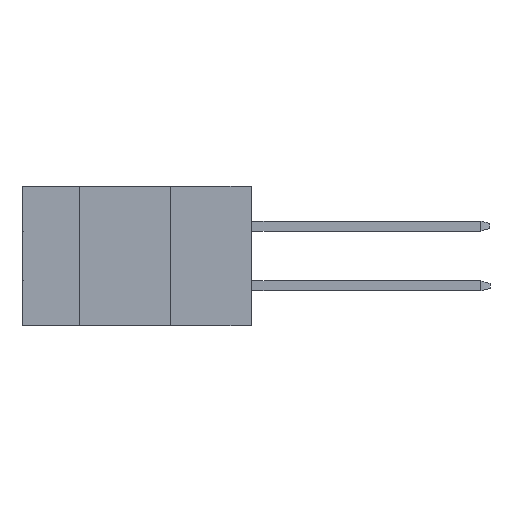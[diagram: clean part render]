
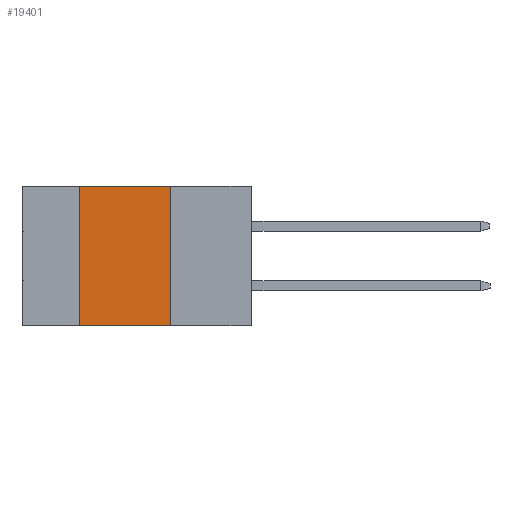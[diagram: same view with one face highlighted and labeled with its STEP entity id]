
A CAD part, left-side view. The second image highlights one B-rep face of the part: STEP entity #19401.
In plain terms, the highlighted planar face has unit normal (-1, 0, 0).
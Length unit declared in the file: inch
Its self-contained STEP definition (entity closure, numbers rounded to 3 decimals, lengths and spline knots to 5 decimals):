
#2103 = LINE ( 'NONE', #7698, #8522 ) ;
#2483 = CARTESIAN_POINT ( 'NONE',  ( 0., 0.72, 0. ) ) ;
#3604 = EDGE_CURVE ( 'NONE', #10104, #21782, #14749, .T. ) ;
#3883 = EDGE_CURVE ( 'NONE', #4429, #10104, #2103, .T. ) ;
#4100 = CARTESIAN_POINT ( 'NONE',  ( 0., 0.254, 0. ) ) ;
#4211 = CARTESIAN_POINT ( 'NONE',  ( 0., 0.254, -0.437 ) ) ;
#4429 = VERTEX_POINT ( 'NONE', #12456 ) ;
#5566 = DIRECTION ( 'NONE',  ( 0., -1., 0. ) ) ;
#6283 = ORIENTED_EDGE ( 'NONE', *, *, #3883, .F. ) ;
#7698 = CARTESIAN_POINT ( 'NONE',  ( 0., 0.72, 0. ) ) ;
#8522 = VECTOR ( 'NONE', #5566, 39.37008 ) ;
#10104 = VERTEX_POINT ( 'NONE', #4100 ) ;
#12216 = AXIS2_PLACEMENT_3D ( 'NONE', #2483, #19901, #14643 ) ;
#12456 = CARTESIAN_POINT ( 'NONE',  ( 0., 0.54, 0. ) ) ;
#12492 = CARTESIAN_POINT ( 'NONE',  ( 0., 0.54, -0.437 ) ) ;
#12790 = CARTESIAN_POINT ( 'NONE',  ( 0., 0.254, -0.437 ) ) ;
#12888 = CARTESIAN_POINT ( 'NONE',  ( 0., 0.54, -0.437 ) ) ;
#12917 = FACE_OUTER_BOUND ( 'NONE', #18335, .T. ) ;
#13467 = ORIENTED_EDGE ( 'NONE', *, *, #21661, .T. ) ;
#13903 = ORIENTED_EDGE ( 'NONE', *, *, #22605, .F. ) ;
#14616 = LINE ( 'NONE', #12888, #18506 ) ;
#14643 = DIRECTION ( 'NONE',  ( 0., 0., -1. ) ) ;
#14728 = DIRECTION ( 'NONE',  ( 0., 0., 1. ) ) ;
#14749 = LINE ( 'NONE', #12790, #20960 ) ;
#17069 = VECTOR ( 'NONE', #19258, 39.37008 ) ;
#17301 = VERTEX_POINT ( 'NONE', #12492 ) ;
#17970 = PLANE ( 'NONE',  #12216 ) ;
#18304 = DIRECTION ( 'NONE',  ( 0., 0., -1. ) ) ;
#18335 = EDGE_LOOP ( 'NONE', ( #21493, #6283, #13903, #13467 ) ) ;
#18506 = VECTOR ( 'NONE', #14728, 39.37008 ) ;
#18926 = CARTESIAN_POINT ( 'NONE',  ( 0., 0.72, -0.437 ) ) ;
#19258 = DIRECTION ( 'NONE',  ( 0., -1., 0. ) ) ;
#19401 = ADVANCED_FACE ( 'NONE', ( #12917 ), #17970, .F. ) ;
#19901 = DIRECTION ( 'NONE',  ( 1., 0., 0. ) ) ;
#20960 = VECTOR ( 'NONE', #18304, 39.37008 ) ;
#21061 = LINE ( 'NONE', #18926, #17069 ) ;
#21493 = ORIENTED_EDGE ( 'NONE', *, *, #3604, .F. ) ;
#21661 = EDGE_CURVE ( 'NONE', #17301, #21782, #21061, .T. ) ;
#21782 = VERTEX_POINT ( 'NONE', #4211 ) ;
#22605 = EDGE_CURVE ( 'NONE', #17301, #4429, #14616, .T. ) ;
